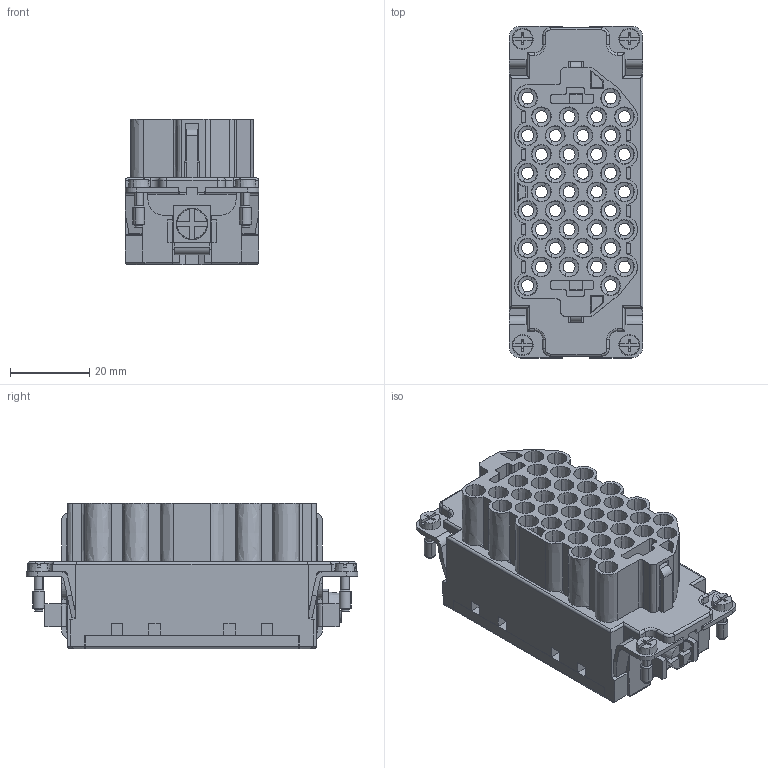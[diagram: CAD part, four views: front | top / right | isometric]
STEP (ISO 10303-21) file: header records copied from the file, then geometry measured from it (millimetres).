
FILE_DESCRIPTION(('CATIA V5 STEP Exchange','CAx-IF Rec.Pracs.--- Model Styling and Organization---1.4--- 2014-01-23'),'2;1');
FILE_NAME ('015686-2_1_1528380000_1528380000.stp','2020-09-21T06:30:44+00:00',('none'),('Weidmueller'),'CATIA Version 5-6 Release 2016 SP3 HF44','CATIA V5 STEP AP214','none');
FILE_SCHEMA(('AUTOMOTIVE_DESIGN { 1 0 10303 214 1 1 1 1 }'));
Products named in the file (1): 1528380000
Bounding box: 33.9 x 84 x 36.75 mm (x, y, z)
Volume: 39924.1 mm3; surface area: 46648.4 mm2
Topology: 10 solids, 10 shells, 1727 faces, 4830 edges, 3176 vertices
Faces by surface type: plane 793, cylinder 559, cone 332, extrusion 24, torus 19
Entity records: 58082 total; most frequent: CARTESIAN_POINT 13859, ORIENTED_EDGE 9660, DIRECTION 7260, EDGE_CURVE 4830, VERTEX_POINT 3176, VECTOR 2943, LINE 2919, AXIS2_PLACEMENT_3D 2886
